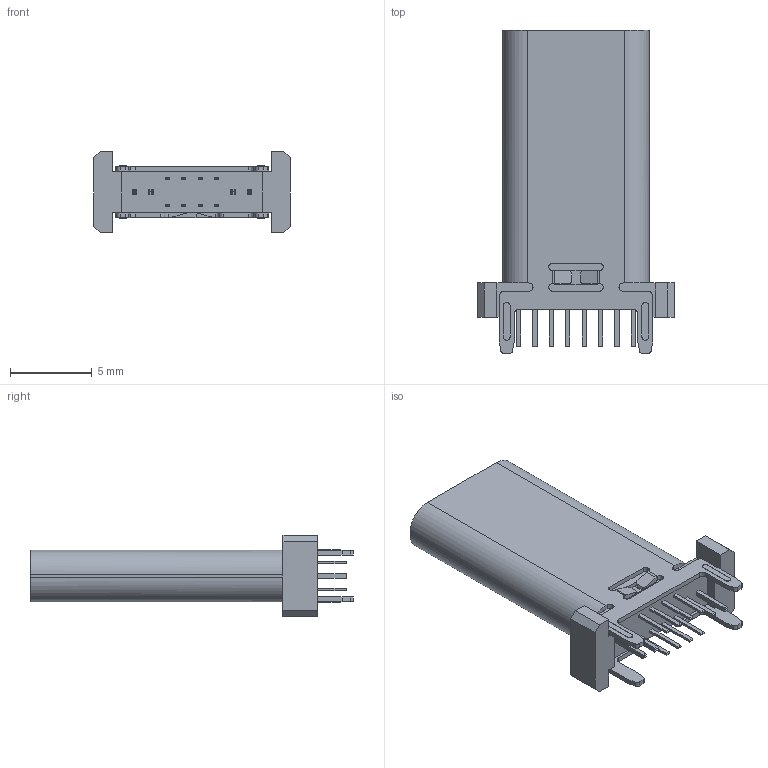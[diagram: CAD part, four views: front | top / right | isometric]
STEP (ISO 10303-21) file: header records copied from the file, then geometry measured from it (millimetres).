
FILE_DESCRIPTION (( 'STEP AP214' ), '1' );
FILE_NAME ('零件1.STEP', '2021-12-29T03:44:10', ( '微软用户' ), ( '微软中国' ), 'SwSTEP 2.0', 'SolidWorks 2012', '' );
FILE_SCHEMA (( 'AUTOMOTIVE_DESIGN' ));
Length unit declared in the file: millimetre
Products named in the file (1): 錨璃1
Bounding box: 12 x 19.7 x 5 mm (x, y, z)
Volume: 381.8 mm3; surface area: 1145.1 mm2
Topology: 1 solids, 1 shells, 490 faces, 1405 edges, 926 vertices
Faces by surface type: plane 360, cylinder 122, cone 8
Entity records: 21466 total; most frequent: CARTESIAN_POINT 3218, ORIENTED_EDGE 2810, DIRECTION 2498, EDGE_CURVE 1405, LINE 1058, VECTOR 1058, VERTEX_POINT 926, AXIS2_PLACEMENT_3D 720
